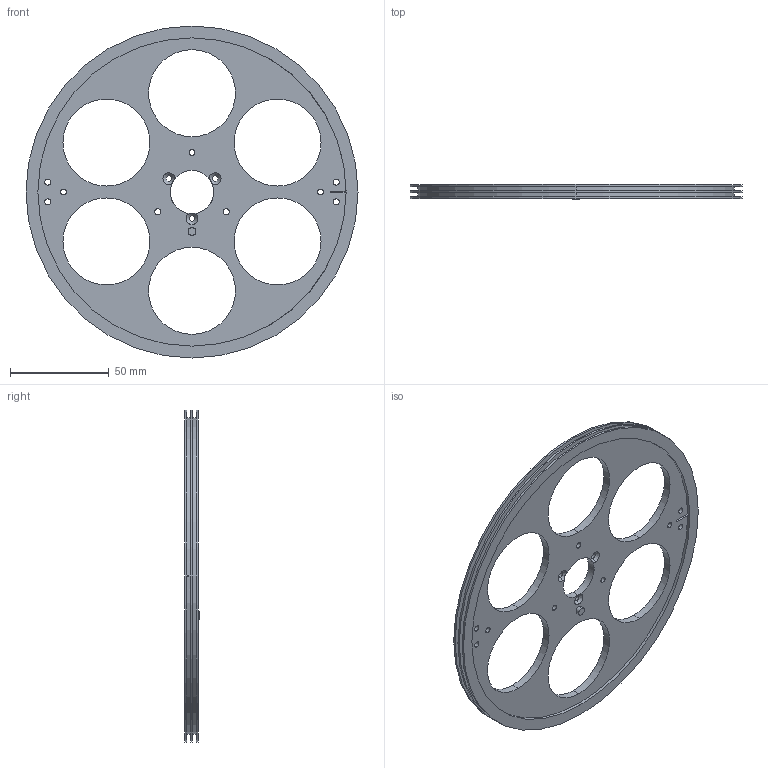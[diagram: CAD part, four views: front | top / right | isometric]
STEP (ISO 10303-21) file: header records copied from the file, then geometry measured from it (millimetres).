
FILE_DESCRIPTION (( 'STEP AP214' ), '1' );
FILE_NAME ('謫郪2.0.STEP', '2023-01-08T05:41:28', ( '' ), ( '' ), 'SwSTEP 2.0', 'SolidWorks 2021', '' );
FILE_SCHEMA (( 'AUTOMOTIVE_DESIGN' ));
Length unit declared in the file: millimetre
Products named in the file (1): 謫郪2.0
Bounding box: 168 x 7.5 x 168 mm (x, y, z)
Volume: 51206.9 mm3; surface area: 42537 mm2
Topology: 1 solids, 1 shells, 76 faces, 212 edges, 138 vertices
Faces by surface type: cylinder 58, plane 12, cone 6
Entity records: 2734 total; most frequent: CARTESIAN_POINT 573, DIRECTION 476, ORIENTED_EDGE 424, EDGE_CURVE 212, AXIS2_PLACEMENT_3D 203, VERTEX_POINT 138, CIRCLE 126, EDGE_LOOP 118
